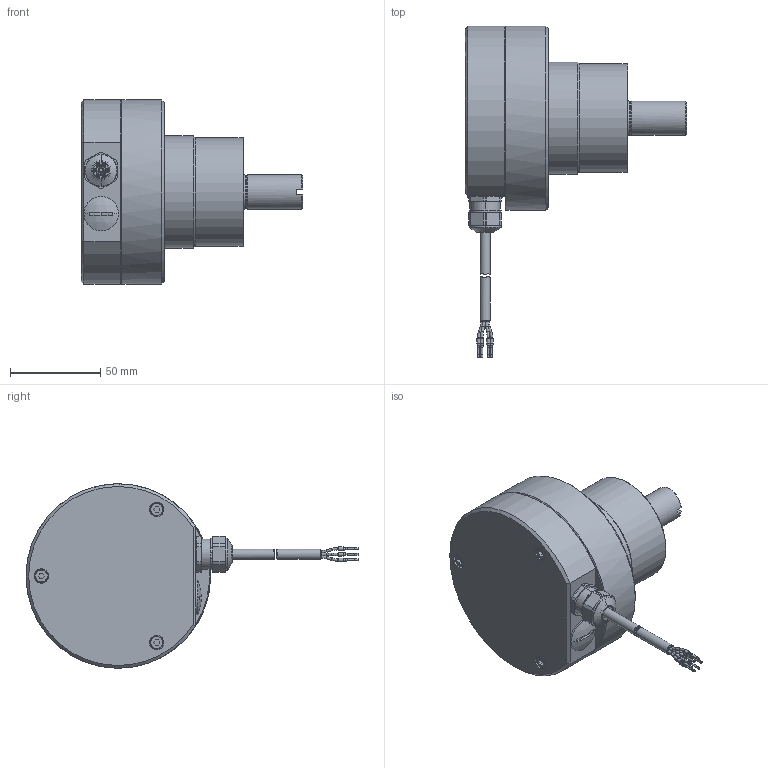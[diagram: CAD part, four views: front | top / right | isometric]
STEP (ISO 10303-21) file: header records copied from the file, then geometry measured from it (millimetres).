
FILE_DESCRIPTION(('Bauteilbeschreibung','HiCAD-Model','HiCAD-STEP-TRANSLATION','Bauteilbeschreibung'),'2;1');
FILE_NAME('VERT-X 102A.STP','2014-08-14T12:33:53+00:00',('Konstrukteur'),('Konstrukteur Firma GmbH'),' HiCAD 2010, Step 1502.4 ','HiCAD 2010','confidential');
FILE_SCHEMA(('AUTOMOTIVE_DESIGN { 1 2 10303 214 0 1 1 1 }'));
Length unit declared in the file: millimetre
Products named in the file (2): VERT_X 102A; VERT0X0102A
Assembly tree (1 placements, depth 2):
  VERT_X 102A
    VERT0X0102A
Bounding box: 122.5 x 183.59 x 102 mm (x, y, z)
Volume: 508995.4 mm3; surface area: 47416.8 mm2
Topology: 2 solids, 11 shells, 360 faces, 847 edges, 554 vertices
Faces by surface type: cylinder 143, plane 133, cone 52, torus 30, sphere 2
Full cylindrical faces by diameter (mm): 0.8 x12, 1.1 x6, 1.4 x24, 1.5 x6, 1.9 x6, 2.5 x1, 4.773 x3, 5.6 x2, 6 x3, 7 x3, 8 x3, 18.6 x1, 19 x1, 22 x1, 23 x1, 60 x1, 62 x1, 102 x1
Entity records: 19737 total; most frequent: CARTESIAN_POINT 6810, DIRECTION 1696, ORIENTED_EDGE 1324, COLOUR_RGB 880, PRESENTATION_STYLE_ASSIGNMENT 880, OVER_RIDING_STYLED_ITEM 879, AXIS2_PLACEMENT_3D 746, EDGE_CURVE 662
